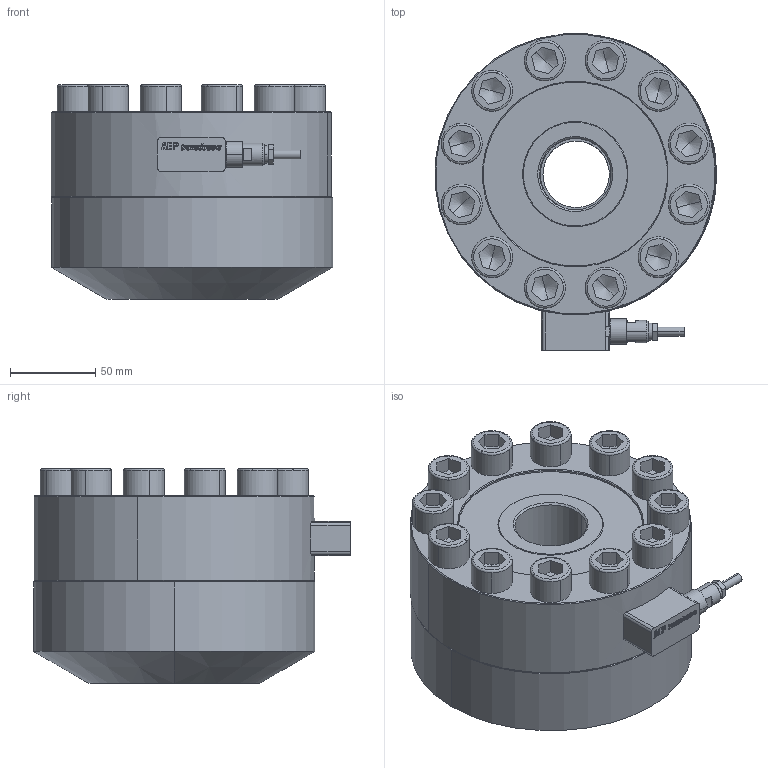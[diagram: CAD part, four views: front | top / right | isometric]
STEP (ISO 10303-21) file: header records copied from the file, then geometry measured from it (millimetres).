
FILE_DESCRIPTION(('STEP AP214'),'1');
FILE_NAME('TC4 Ø165 20t and 30t with base.stp','2015-05-19T14:38:59',(' '),(' '),'Spatial InterOp 3D',' ',' ');
FILE_SCHEMA(('automotive_design'));
Length unit declared in the file: millimetre
Products named in the file (5): TC4 Ø165 20t and 30t with base; Screw; Screw M16 L=80; Base plate
Assembly tree (15 placements, depth 3):
  TC4 Ø165 20t and 30t with base
    TC4 Ø165 20t and 30t with base
    Screw
      Screw M16 L=80  x12
    Base plate
Bounding box: 165.19 x 185.84 x 126 mm (x, y, z)
Volume: 2137771.1 mm3; surface area: 277143.5 mm2
Topology: 14 solids, 16 shells, 650 faces, 1620 edges, 1029 vertices
Faces by surface type: plane 280, cylinder 154, cone 118, torus 52, extrusion 44, bspline 2
Entity records: 14776 total; most frequent: CARTESIAN_POINT 2948, ORIENTED_EDGE 1794, DIRECTION 1739, EDGE_CURVE 901, VECTOR 601, VERTEX_POINT 589, AXIS2_PLACEMENT_3D 569, LINE 557
